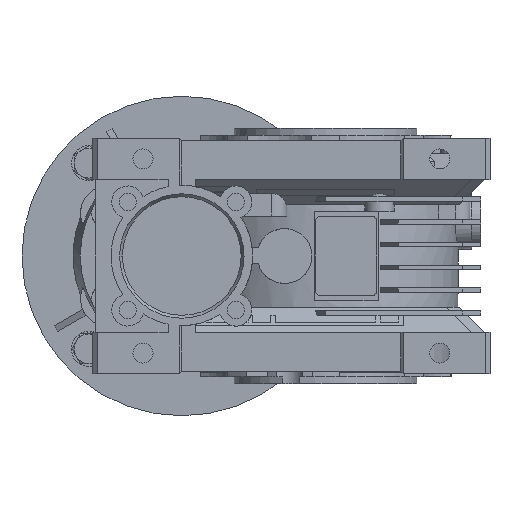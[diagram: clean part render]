
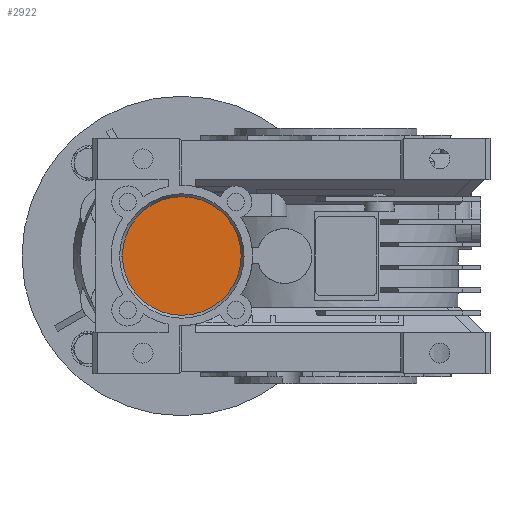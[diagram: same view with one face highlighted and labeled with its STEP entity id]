
A CAD part, left-side view. The second image highlights one B-rep face of the part: STEP entity #2922.
In plain terms, the highlighted planar face has unit normal (-1, 0, 0).
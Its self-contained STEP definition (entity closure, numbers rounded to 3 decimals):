
#270 = CARTESIAN_POINT ( 'NONE',  ( -69.75, 37., 0. ) ) ;
#2922 = ADVANCED_FACE ( 'NONE', ( #27644 ), #24514, .T. ) ;
#3899 = DIRECTION ( 'NONE',  ( -1., 0., 0. ) ) ;
#6939 = CARTESIAN_POINT ( 'NONE',  ( -69.75, 63., 0. ) ) ;
#7174 = CIRCLE ( 'NONE', #26511, 26. ) ;
#11137 = DIRECTION ( 'NONE',  ( 0., 0., 1. ) ) ;
#11260 = AXIS2_PLACEMENT_3D ( 'NONE', #41308, #3899, #37298 ) ;
#11713 = EDGE_LOOP ( 'NONE', ( #42546, #23879 ) ) ;
#16755 = DIRECTION ( 'NONE',  ( -1., 0., 0. ) ) ;
#18839 = EDGE_CURVE ( 'NONE', #30560, #42028, #7174, .T. ) ;
#23879 = ORIENTED_EDGE ( 'NONE', *, *, #41642, .T. ) ;
#24262 = CARTESIAN_POINT ( 'NONE',  ( -69.75, 37., 0. ) ) ;
#24514 = PLANE ( 'NONE',  #41331 ) ;
#26256 = CIRCLE ( 'NONE', #11260, 26. ) ;
#26511 = AXIS2_PLACEMENT_3D ( 'NONE', #6939, #16755, #30342 ) ;
#27644 = FACE_OUTER_BOUND ( 'NONE', #11713, .T. ) ;
#30342 = DIRECTION ( 'NONE',  ( 0., 1., 0. ) ) ;
#30560 = VERTEX_POINT ( 'NONE', #31099 ) ;
#31099 = CARTESIAN_POINT ( 'NONE',  ( -69.75, 89., 0. ) ) ;
#34548 = DIRECTION ( 'NONE',  ( -1., 0., 0. ) ) ;
#37298 = DIRECTION ( 'NONE',  ( 0., 1., 0. ) ) ;
#41308 = CARTESIAN_POINT ( 'NONE',  ( -69.75, 63., 0. ) ) ;
#41331 = AXIS2_PLACEMENT_3D ( 'NONE', #270, #34548, #11137 ) ;
#41642 = EDGE_CURVE ( 'NONE', #42028, #30560, #26256, .T. ) ;
#42028 = VERTEX_POINT ( 'NONE', #24262 ) ;
#42546 = ORIENTED_EDGE ( 'NONE', *, *, #18839, .T. ) ;
